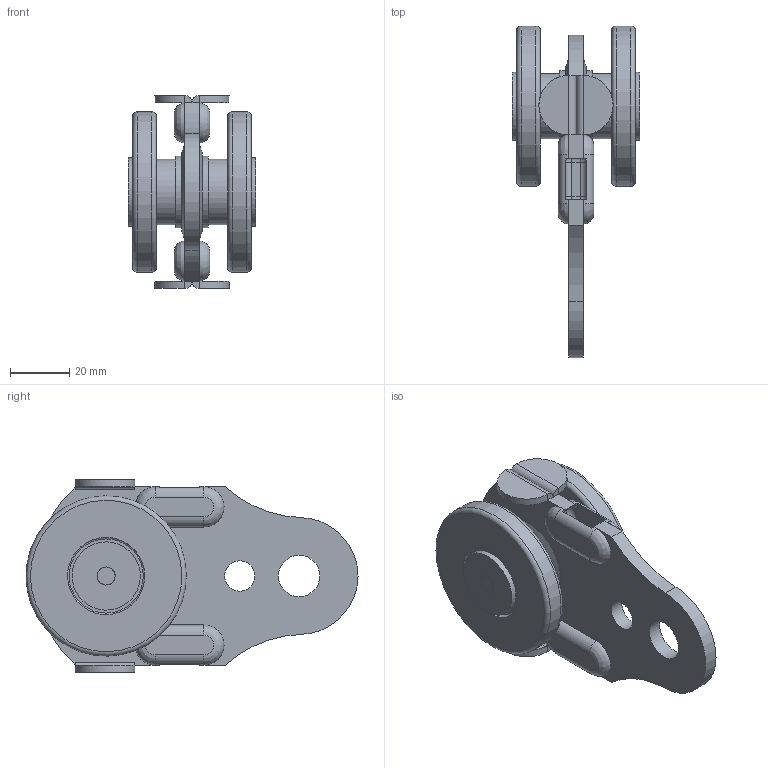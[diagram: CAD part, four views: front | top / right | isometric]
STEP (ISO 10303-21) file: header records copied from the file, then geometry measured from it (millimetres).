
FILE_DESCRIPTION(/* description */ (''),/* implementation_level */ '2;1');
FILE_NAME(/* name */ 'Pièce2.stp',/* time_stamp */ '2018-04-03T14:48:39+02:00',/* author */ ('Giuliano'),/* organization */ (''),/* preprocessor_version */ 'ST-DEVELOPER v16.5',/* originating_system */ 'Autodesk Inventor 2017',/* authorisation */ '');
FILE_SCHEMA (('AUTOMOTIVE_DESIGN { 1 0 10303 214 3 1 1 }'));
Length unit declared in the file: millimetre
Products named in the file (1): Pièce2
Bounding box: 43 x 111.85 x 65 mm (x, y, z)
Volume: 72840.8 mm3; surface area: 32182.5 mm2
Topology: 1 solids, 2 shells, 1056 faces, 3058 edges, 2038 vertices
Faces by surface type: plane 976, cylinder 54, torus 14, bspline 8, cone 4
Full cylindrical faces by diameter (mm): 6 x2, 6.1 x2, 10.2 x1, 11.9 x2, 12 x2, 12.1 x2, 14 x1, 22 x2, 23 x2, 24 x2, 26 x2, 54 x2
Entity records: 35819 total; most frequent: CARTESIAN_POINT 6363, ORIENTED_EDGE 6022, DIRECTION 5844, EDGE_CURVE 3011, LINE 2260, VECTOR 2260, VERTEX_POINT 2015, AXIS2_PLACEMENT_3D 1792
